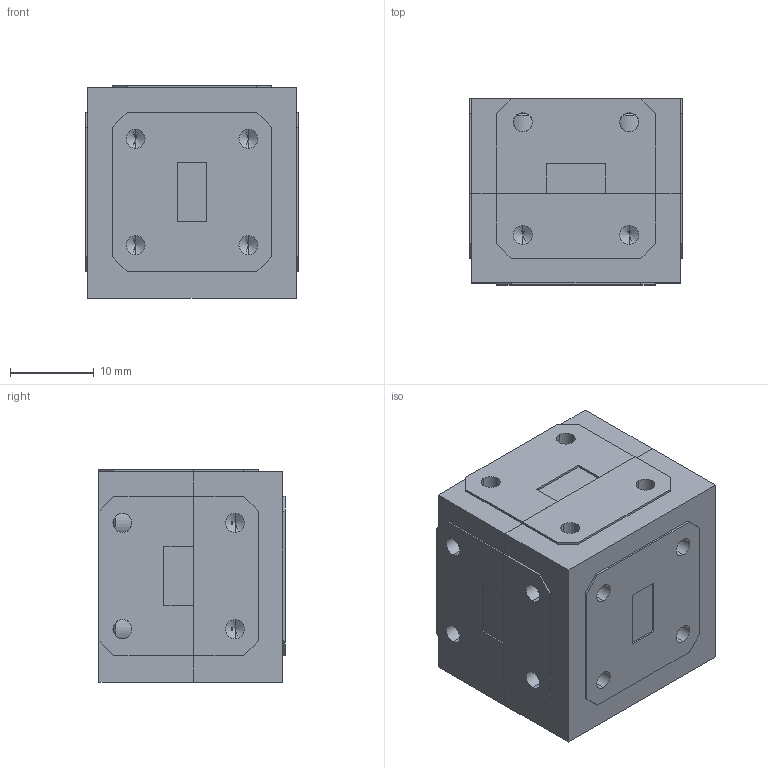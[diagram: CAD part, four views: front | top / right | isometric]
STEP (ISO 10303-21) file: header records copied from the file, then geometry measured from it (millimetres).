
FILE_DESCRIPTION (( 'STEP AP203' ), '1' );
FILE_NAME ('SWM-27340320-28-SB.STEP', '2022-02-09T00:06:03', ( '' ), ( '' ), 'SwSTEP 2.0', 'SolidWorks 2021', '' );
FILE_SCHEMA (( 'CONFIG_CONTROL_DESIGN' ));
Length unit declared in the file: inch
Products named in the file (1): SWM-27340320-28-SB
Bounding box: 25.4 x 22.23 x 25.4 mm (x, y, z)
Volume: 13130.3 mm3; surface area: 6680.6 mm2
Topology: 9 solids, 9 shells, 382 faces, 926 edges, 547 vertices
Faces by surface type: plane 147, cylinder 124, cone 111
Entity records: 11196 total; most frequent: CARTESIAN_POINT 2284, DIRECTION 1891, ORIENTED_EDGE 1756, EDGE_CURVE 878, AXIS2_PLACEMENT_3D 686, VERTEX_POINT 547, VECTOR 519, LINE 519
